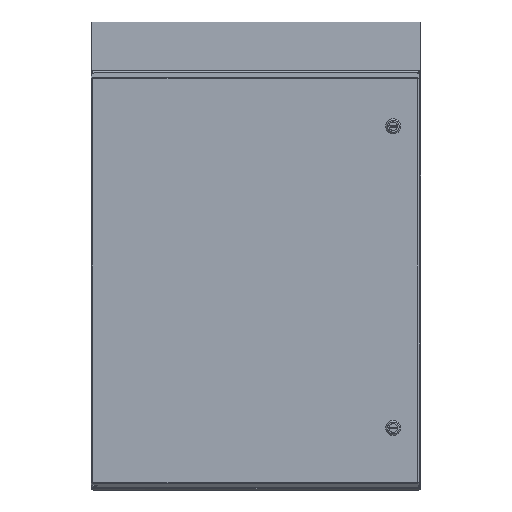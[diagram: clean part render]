
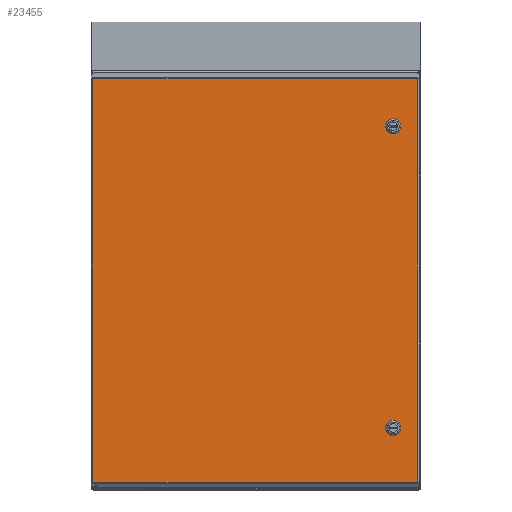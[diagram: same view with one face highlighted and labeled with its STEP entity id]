
A CAD part, top view. The second image highlights one B-rep face of the part: STEP entity #23455.
In plain terms, the highlighted planar face has unit normal (0, 0, 1).
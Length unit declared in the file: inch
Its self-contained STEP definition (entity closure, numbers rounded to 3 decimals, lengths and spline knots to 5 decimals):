
#21579=CARTESIAN_POINT('',(21.96087,-24.83316,0.074));
#21580=VERTEX_POINT('',#21579);
#21587=CARTESIAN_POINT('',(21.77499,-24.64723,0.074));
#21588=VERTEX_POINT('',#21587);
#21589=CARTESIAN_POINT('',(21.56134,-25.04668,0.074));
#21590=DIRECTION('',(0.0,0.0,-1.0));
#21591=DIRECTION('',(0.882,0.471,0.0));
#21592=AXIS2_PLACEMENT_3D('',#21589,#21590,#21591);
#21593=CIRCLE('',#21592,0.453);
#21594=EDGE_CURVE('',#21588,#21580,#21593,.T.);
#21619=CARTESIAN_POINT('',(21.34787,-24.64723,0.074));
#21620=VERTEX_POINT('',#21619);
#21621=CARTESIAN_POINT('',(21.34787,-24.64723,0.074));
#21622=DIRECTION('',(1.0,0.,0.0));
#21623=VECTOR('',#21622,0.42712);
#21624=LINE('',#21621,#21623);
#21625=EDGE_CURVE('',#21620,#21588,#21624,.T.);
#21651=CARTESIAN_POINT('',(21.16187,-24.83316,0.074));
#21652=VERTEX_POINT('',#21651);
#21653=CARTESIAN_POINT('',(21.56134,-25.04677,0.074));
#21654=DIRECTION('',(0.0,0.0,-1.0));
#21655=DIRECTION('',(-0.471,0.882,0.0));
#21656=AXIS2_PLACEMENT_3D('',#21653,#21654,#21655);
#21657=CIRCLE('',#21656,0.453);
#21658=EDGE_CURVE('',#21652,#21620,#21657,.T.);
#21683=CARTESIAN_POINT('',(21.16187,-25.26029,0.074));
#21684=VERTEX_POINT('',#21683);
#21685=CARTESIAN_POINT('',(21.16187,-25.26029,0.074));
#21686=DIRECTION('',(0.,1.0,0.0));
#21687=VECTOR('',#21686,0.42712);
#21688=LINE('',#21685,#21687);
#21689=EDGE_CURVE('',#21684,#21652,#21688,.T.);
#21715=CARTESIAN_POINT('',(21.3478,-25.44623,0.074));
#21716=VERTEX_POINT('',#21715);
#21717=CARTESIAN_POINT('',(21.56137,-25.04673,0.074));
#21718=DIRECTION('',(0.0,0.0,-1.0));
#21719=DIRECTION('',(-0.882,-0.471,0.0));
#21720=AXIS2_PLACEMENT_3D('',#21717,#21718,#21719);
#21721=CIRCLE('',#21720,0.453);
#21722=EDGE_CURVE('',#21716,#21684,#21721,.T.);
#21747=CARTESIAN_POINT('',(21.77493,-25.44623,0.074));
#21748=VERTEX_POINT('',#21747);
#21749=CARTESIAN_POINT('',(21.77493,-25.44623,0.074));
#21750=DIRECTION('',(-1.0,0.,0.0));
#21751=VECTOR('',#21750,0.42712);
#21752=LINE('',#21749,#21751);
#21753=EDGE_CURVE('',#21748,#21716,#21752,.T.);
#21779=CARTESIAN_POINT('',(21.96087,-25.26029,0.074));
#21780=VERTEX_POINT('',#21779);
#21781=CARTESIAN_POINT('',(21.56137,-25.04673,0.074));
#21782=DIRECTION('',(0.0,0.0,-1.0));
#21783=DIRECTION('',(0.471,-0.882,0.0));
#21784=AXIS2_PLACEMENT_3D('',#21781,#21782,#21783);
#21785=CIRCLE('',#21784,0.453);
#21786=EDGE_CURVE('',#21780,#21748,#21785,.T.);
#21809=CARTESIAN_POINT('',(21.96087,-24.83316,0.074));
#21810=DIRECTION('',(0.,-1.0,0.0));
#21811=VECTOR('',#21810,0.42712);
#21812=LINE('',#21809,#21811);
#21813=EDGE_CURVE('',#21580,#21780,#21812,.T.);
#21835=CARTESIAN_POINT('',(21.96087,-2.83316,0.074));
#21836=VERTEX_POINT('',#21835);
#21843=CARTESIAN_POINT('',(21.77499,-2.64723,0.074));
#21844=VERTEX_POINT('',#21843);
#21845=CARTESIAN_POINT('',(21.56134,-3.04668,0.074));
#21846=DIRECTION('',(0.0,0.0,-1.0));
#21847=DIRECTION('',(0.882,0.471,0.0));
#21848=AXIS2_PLACEMENT_3D('',#21845,#21846,#21847);
#21849=CIRCLE('',#21848,0.453);
#21850=EDGE_CURVE('',#21844,#21836,#21849,.T.);
#21875=CARTESIAN_POINT('',(21.34787,-2.64723,0.074));
#21876=VERTEX_POINT('',#21875);
#21877=CARTESIAN_POINT('',(21.34787,-2.64723,0.074));
#21878=DIRECTION('',(1.0,0.,0.0));
#21879=VECTOR('',#21878,0.42712);
#21880=LINE('',#21877,#21879);
#21881=EDGE_CURVE('',#21876,#21844,#21880,.T.);
#21907=CARTESIAN_POINT('',(21.16187,-2.83316,0.074));
#21908=VERTEX_POINT('',#21907);
#21909=CARTESIAN_POINT('',(21.56134,-3.04677,0.074));
#21910=DIRECTION('',(0.0,0.0,-1.0));
#21911=DIRECTION('',(-0.471,0.882,0.0));
#21912=AXIS2_PLACEMENT_3D('',#21909,#21910,#21911);
#21913=CIRCLE('',#21912,0.453);
#21914=EDGE_CURVE('',#21908,#21876,#21913,.T.);
#21939=CARTESIAN_POINT('',(21.16187,-3.26029,0.074));
#21940=VERTEX_POINT('',#21939);
#21941=CARTESIAN_POINT('',(21.16187,-3.26029,0.074));
#21942=DIRECTION('',(0.,1.0,0.0));
#21943=VECTOR('',#21942,0.42712);
#21944=LINE('',#21941,#21943);
#21945=EDGE_CURVE('',#21940,#21908,#21944,.T.);
#21971=CARTESIAN_POINT('',(21.3478,-3.44623,0.074));
#21972=VERTEX_POINT('',#21971);
#21973=CARTESIAN_POINT('',(21.56137,-3.04673,0.074));
#21974=DIRECTION('',(0.0,0.0,-1.0));
#21975=DIRECTION('',(-0.882,-0.471,0.0));
#21976=AXIS2_PLACEMENT_3D('',#21973,#21974,#21975);
#21977=CIRCLE('',#21976,0.453);
#21978=EDGE_CURVE('',#21972,#21940,#21977,.T.);
#22003=CARTESIAN_POINT('',(21.77493,-3.44623,0.074));
#22004=VERTEX_POINT('',#22003);
#22005=CARTESIAN_POINT('',(21.77493,-3.44623,0.074));
#22006=DIRECTION('',(-1.0,0.,0.0));
#22007=VECTOR('',#22006,0.42712);
#22008=LINE('',#22005,#22007);
#22009=EDGE_CURVE('',#22004,#21972,#22008,.T.);
#22035=CARTESIAN_POINT('',(21.96087,-3.26029,0.074));
#22036=VERTEX_POINT('',#22035);
#22037=CARTESIAN_POINT('',(21.56137,-3.04673,0.074));
#22038=DIRECTION('',(0.0,0.0,-1.0));
#22039=DIRECTION('',(0.471,-0.882,0.0));
#22040=AXIS2_PLACEMENT_3D('',#22037,#22038,#22039);
#22041=CIRCLE('',#22040,0.453);
#22042=EDGE_CURVE('',#22036,#22004,#22041,.T.);
#22065=CARTESIAN_POINT('',(21.96087,-2.83316,0.074));
#22066=DIRECTION('',(0.,-1.0,0.0));
#22067=VECTOR('',#22066,0.42712);
#22068=LINE('',#22065,#22067);
#22069=EDGE_CURVE('',#21836,#22036,#22068,.T.);
#22122=CARTESIAN_POINT('',(23.33112,-29.0199,0.074));
#22123=VERTEX_POINT('',#22122);
#22151=CARTESIAN_POINT('',(23.33112,0.42645,0.074));
#22152=VERTEX_POINT('',#22151);
#22163=CARTESIAN_POINT('',(23.33112,-29.0199,0.074));
#22164=DIRECTION('',(0.0,1.0,0.0));
#22165=VECTOR('',#22164,29.44636);
#22166=LINE('',#22163,#22165);
#22167=EDGE_CURVE('',#22123,#22152,#22166,.T.);
#22705=CARTESIAN_POINT('',(-0.33338,-29.0199,0.074));
#22706=VERTEX_POINT('',#22705);
#22793=CARTESIAN_POINT('',(-0.33338,0.42645,0.074));
#22794=VERTEX_POINT('',#22793);
#22795=CARTESIAN_POINT('',(-0.33338,0.42645,0.074));
#22796=DIRECTION('',(0.0,-1.0,0.0));
#22797=VECTOR('',#22796,29.44636);
#22798=LINE('',#22795,#22797);
#22799=EDGE_CURVE('',#22794,#22706,#22798,.T.);
#23368=CARTESIAN_POINT('',(23.33112,0.42645,0.074));
#23369=DIRECTION('',(-1.0,0.0,0.0));
#23370=VECTOR('',#23369,23.6645);
#23371=LINE('',#23368,#23370);
#23372=EDGE_CURVE('',#22152,#22794,#23371,.T.);
#23402=CARTESIAN_POINT('',(-0.33338,-29.0199,0.074));
#23403=DIRECTION('',(1.0,0.0,0.0));
#23404=VECTOR('',#23403,23.6645);
#23405=LINE('',#23402,#23404);
#23406=EDGE_CURVE('',#22706,#22123,#23405,.T.);
#23424=CARTESIAN_POINT('',(11.49887,-14.29673,0.074));
#23425=DIRECTION('',(0.0,0.0,1.0));
#23426=DIRECTION('',(1.0,0.0,0.0));
#23427=AXIS2_PLACEMENT_3D('',#23424,#23425,#23426);
#23428=PLANE('',#23427);
#23429=ORIENTED_EDGE('',*,*,#23406,.T.);
#23430=ORIENTED_EDGE('',*,*,#22167,.T.);
#23431=ORIENTED_EDGE('',*,*,#23372,.T.);
#23432=ORIENTED_EDGE('',*,*,#22799,.T.);
#23433=EDGE_LOOP('',(#23429,#23430,#23431,#23432));
#23434=FACE_OUTER_BOUND('',#23433,.T.);
#23435=ORIENTED_EDGE('',*,*,#21594,.T.);
#23436=ORIENTED_EDGE('',*,*,#21813,.T.);
#23437=ORIENTED_EDGE('',*,*,#21786,.T.);
#23438=ORIENTED_EDGE('',*,*,#21753,.T.);
#23439=ORIENTED_EDGE('',*,*,#21722,.T.);
#23440=ORIENTED_EDGE('',*,*,#21689,.T.);
#23441=ORIENTED_EDGE('',*,*,#21658,.T.);
#23442=ORIENTED_EDGE('',*,*,#21625,.T.);
#23443=EDGE_LOOP('',(#23435,#23436,#23437,#23438,#23439,#23440,#23441,#23442));
#23444=FACE_BOUND('',#23443,.T.);
#23445=ORIENTED_EDGE('',*,*,#21850,.T.);
#23446=ORIENTED_EDGE('',*,*,#22069,.T.);
#23447=ORIENTED_EDGE('',*,*,#22042,.T.);
#23448=ORIENTED_EDGE('',*,*,#22009,.T.);
#23449=ORIENTED_EDGE('',*,*,#21978,.T.);
#23450=ORIENTED_EDGE('',*,*,#21945,.T.);
#23451=ORIENTED_EDGE('',*,*,#21914,.T.);
#23452=ORIENTED_EDGE('',*,*,#21881,.T.);
#23453=EDGE_LOOP('',(#23445,#23446,#23447,#23448,#23449,#23450,#23451,#23452));
#23454=FACE_BOUND('',#23453,.T.);
#23455=ADVANCED_FACE('',(#23434,#23444,#23454),#23428,.T.);
